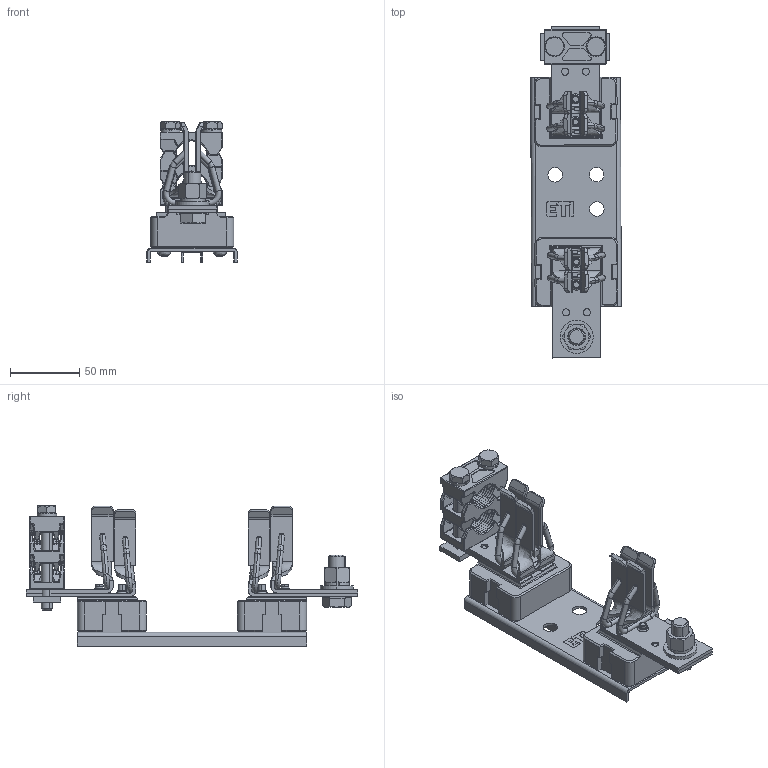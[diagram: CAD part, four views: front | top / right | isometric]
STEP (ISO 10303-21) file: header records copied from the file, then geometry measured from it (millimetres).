
FILE_DESCRIPTION((''),'2;1');
FILE_NAME('123_ASM','2023-10-24T10:54:50',('klemen.sitar'),('Audax d.o.o.'),'CREO PARAMETRIC BY PTC INC, 2021304','CREO PARAMETRIC BY PTC INC, 2021304','');
FILE_SCHEMA(('AP242_MANAGED_MODEL_BASED_3D_ENGINEERING_MIM_LF { 1 0 10303 442 1 1 4 }'));
Products named in the file (29): 0000038658_1_1_1_1_1_1_1_2; 0000038459_1_1_1_1; 0000038462_1_1_1_1; 0000038678_1_1_1_1; 0000032606_1_1_2_3_1_1_1; 70199_KLEMMENTEIL_GR3_1_1_1_1_1; 70219_DRUCKST_X2_00FC_X0_CK_G_2; 57401_KLEMMENUNTERTEIL_1_1_1_1_; 65732_SECHSKANTSCHRAUBE_M8X70_2; 66812_FEDERRING_DIN_127_A8_1__9; WLOGO_1_1_1_1_1; 2P3_TOP_ASM; TOP_1_ASM_1_AF0_ASM; 0000032606_1_1_2_3_1_1; 0000038459_1_1_1; 0000038462_1_1_1; 0000038678_1_1_1; 0000033927_1_1_1_1_2_1; 0000032770_1_1_1_1_2_1; 0000032788_1_1_1_1_2_1; 0000032765_1_1_1_1_2_1; M12_BOT_ASM; BOT_1_ASM_1_ASM; COMBO_ASM_1_AF0_ASM; BASE_1_1_1; 0000032892_AF0_1_1_1; 0000044574_1_1_2_1; PRT0005; 123_ASM
Assembly tree (38 placements, depth 5):
  123_ASM
    COMBO_ASM_1_AF0_ASM
      TOP_1_ASM_1_AF0_ASM
        0000038658_1_1_1_1_1_1_1_2
        0000038459_1_1_1_1
        0000038462_1_1_1_1
        0000038678_1_1_1_1  x2
        0000032606_1_1_2_3_1_1_1  x2
        2P3_TOP_ASM
          70199_KLEMMENTEIL_GR3_1_1_1_1_1
          70219_DRUCKST_X2_00FC_X0_CK_G_2
          57401_KLEMMENUNTERTEIL_1_1_1_1_
          65732_SECHSKANTSCHRAUBE_M8X70_2  x2
          66812_FEDERRING_DIN_127_A8_1__9  x2
          WLOGO_1_1_1_1_1
      BOT_1_ASM_1_ASM
        0000038658_1_1_1_1_1_1_1_2
        0000032606_1_1_2_3_1_1  x2
        0000038459_1_1_1
        0000038462_1_1_1
        0000038678_1_1_1  x2
        M12_BOT_ASM
          0000033927_1_1_1_1_2_1
          0000032770_1_1_1_1_2_1
          0000032788_1_1_1_1_2_1
          0000032765_1_1_1_1_2_1
    BASE_1_1_1
    0000032892_AF0_1_1_1
    0000044574_1_1_2_1  x4
    PRT0005
Bounding box: 65.71 x 240.55 x 101.7 mm (x, y, z)
Volume: 265952.2 mm3; surface area: 133596.5 mm2
Topology: 35 solids, 52 shells, 2200 faces, 5582 edges, 3368 vertices
Faces by surface type: plane 856, cylinder 746, bspline 260, cone 216, torus 92, sphere 30
Entity records: 119036 total; most frequent: CARTESIAN_POINT 57601, ORIENTED_EDGE 9176, DIRECTION 8404, PRESENTATION_STYLE_ASSIGNMENT 4620, STYLED_ITEM 4620, EDGE_CURVE 4608, CURVE_STYLE 4412, AXIS2_PLACEMENT_3D 3086
